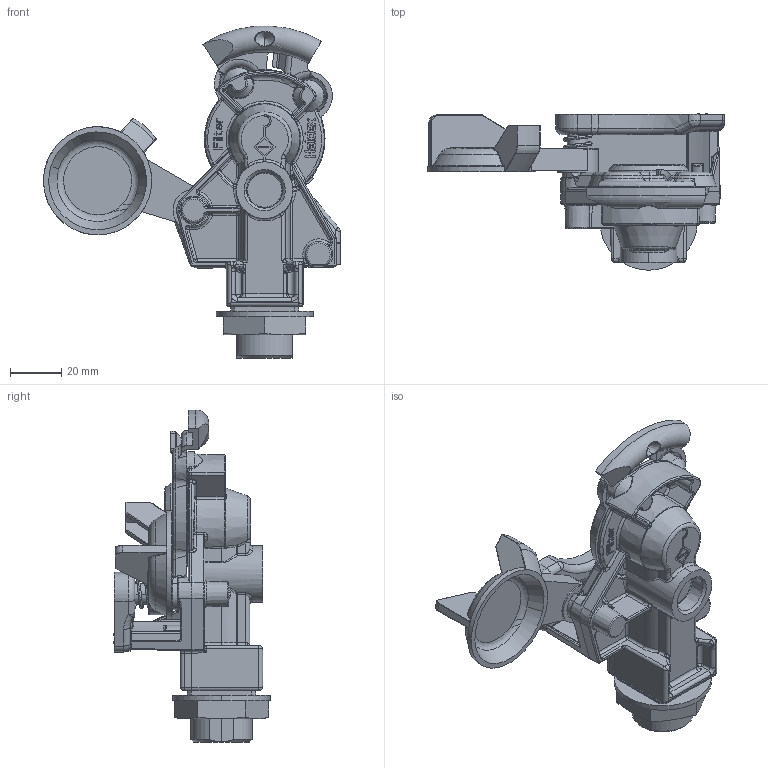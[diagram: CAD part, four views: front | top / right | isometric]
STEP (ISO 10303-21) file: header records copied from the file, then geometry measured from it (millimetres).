
FILE_DESCRIPTION((''),'2;1');
FILE_NAME('334_086_201_ASM','2023-05-22T10:54:20',('HolderM'),('Haldex Brake Products'),'CREO PARAMETRIC BY PTC INC, 2018500','CREO PARAMETRIC BY PTC INC, 2018500','');
FILE_SCHEMA(('AUTOMOTIVE_DESIGN { 1 0 10303 214 1 1 1 1 }'));
Products named in the file (13): 011_1775_29; 029_0101_09; 014_1037_09; 058_0179_09; 027_0495_09; 021_0130_09; 014_1287_09; 051_5146_09; 051_0534_09; 025_5100_09; 014_7307_09; 053_0095_09; 334_086_201_ASM
Assembly tree (14 placements, depth 2):
  334_086_201_ASM
    011_1775_29
    029_0101_09
    014_1037_09
    058_0179_09
    027_0495_09
    021_0130_09
    014_1287_09
    051_5146_09  x2
    051_0534_09  x2
    025_5100_09
    014_7307_09
    053_0095_09
Bounding box: 115.3 x 60.72 x 128.96 mm (x, y, z)
Volume: 79927.9 mm3; surface area: 65624.3 mm2
Topology: 14 solids, 21 shells, 2540 faces, 6297 edges, 3810 vertices
Faces by surface type: plane 882, cylinder 567, bspline 469, torus 334, cone 174, sphere 114
Entity records: 120693 total; most frequent: CARTESIAN_POINT 37836, ORIENTED_EDGE 12028, DIRECTION 11848, PRESENTATION_STYLE_ASSIGNMENT 6301, STYLED_ITEM 6220, CURVE_STYLE 6207, EDGE_CURVE 6025, AXIS2_PLACEMENT_3D 4427
